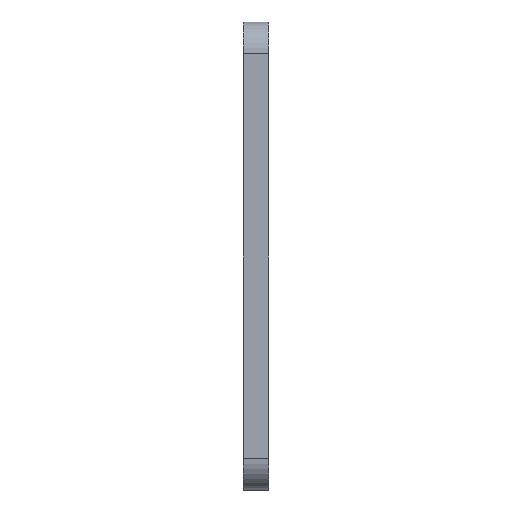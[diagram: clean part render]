
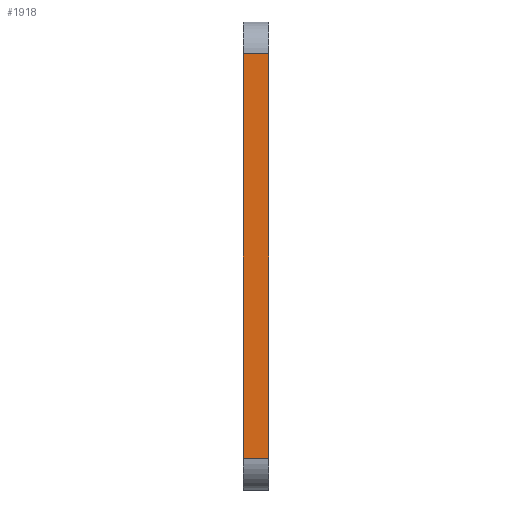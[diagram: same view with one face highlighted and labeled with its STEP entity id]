
A CAD part, left-side view. The second image highlights one B-rep face of the part: STEP entity #1918.
In plain terms, the highlighted planar face has unit normal (-1, 0, 0).
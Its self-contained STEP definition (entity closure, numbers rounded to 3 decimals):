
#15 = DIRECTION ( 'NONE',  ( 1., 0., 0. ) ) ;
#21 = EDGE_CURVE ( 'NONE', #1428, #1517, #746, .T. ) ;
#22 = CARTESIAN_POINT ( 'NONE',  ( -27.8, 2., 16. ) ) ;
#35 = DIRECTION ( 'NONE',  ( 0., 1., 0. ) ) ;
#126 = DIRECTION ( 'NONE',  ( 0., 0., 1. ) ) ;
#166 = FACE_OUTER_BOUND ( 'NONE', #1306, .T. ) ;
#203 = VECTOR ( 'NONE', #35, 1000. ) ;
#254 = ORIENTED_EDGE ( 'NONE', *, *, #421, .T. ) ;
#274 = LINE ( 'NONE', #867, #327 ) ;
#327 = VECTOR ( 'NONE', #126, 1000. ) ;
#342 = LINE ( 'NONE', #22, #203 ) ;
#379 = EDGE_CURVE ( 'NONE', #1428, #902, #1167, .T. ) ;
#421 = EDGE_CURVE ( 'NONE', #902, #598, #274, .T. ) ;
#425 = DIRECTION ( 'NONE',  ( 0., -1., 0. ) ) ;
#598 = VERTEX_POINT ( 'NONE', #1172 ) ;
#648 = CARTESIAN_POINT ( 'NONE',  ( -27.8, 0., -16. ) ) ;
#661 = CARTESIAN_POINT ( 'NONE',  ( -27.8, 2., 16. ) ) ;
#738 = CARTESIAN_POINT ( 'NONE',  ( -27.8, 2., -18.5 ) ) ;
#746 = LINE ( 'NONE', #738, #1875 ) ;
#867 = CARTESIAN_POINT ( 'NONE',  ( -27.8, 0., -18.5 ) ) ;
#902 = VERTEX_POINT ( 'NONE', #648 ) ;
#903 = CARTESIAN_POINT ( 'NONE',  ( -27.8, 2., -18.5 ) ) ;
#927 = AXIS2_PLACEMENT_3D ( 'NONE', #903, #15, #1159 ) ;
#1037 = DIRECTION ( 'NONE',  ( 0., 0., 1. ) ) ;
#1155 = ORIENTED_EDGE ( 'NONE', *, *, #21, .F. ) ;
#1159 = DIRECTION ( 'NONE',  ( 0., 0., -1. ) ) ;
#1167 = LINE ( 'NONE', #1482, #1630 ) ;
#1172 = CARTESIAN_POINT ( 'NONE',  ( -27.8, 0., 16. ) ) ;
#1306 = EDGE_LOOP ( 'NONE', ( #1155, #1852, #254, #1772 ) ) ;
#1428 = VERTEX_POINT ( 'NONE', #1532 ) ;
#1482 = CARTESIAN_POINT ( 'NONE',  ( -27.8, 2., -16. ) ) ;
#1499 = PLANE ( 'NONE',  #927 ) ;
#1517 = VERTEX_POINT ( 'NONE', #661 ) ;
#1532 = CARTESIAN_POINT ( 'NONE',  ( -27.8, 2., -16. ) ) ;
#1630 = VECTOR ( 'NONE', #425, 1000. ) ;
#1652 = EDGE_CURVE ( 'NONE', #598, #1517, #342, .T. ) ;
#1772 = ORIENTED_EDGE ( 'NONE', *, *, #1652, .T. ) ;
#1852 = ORIENTED_EDGE ( 'NONE', *, *, #379, .T. ) ;
#1875 = VECTOR ( 'NONE', #1037, 1000. ) ;
#1918 = ADVANCED_FACE ( 'NONE', ( #166 ), #1499, .F. ) ;
